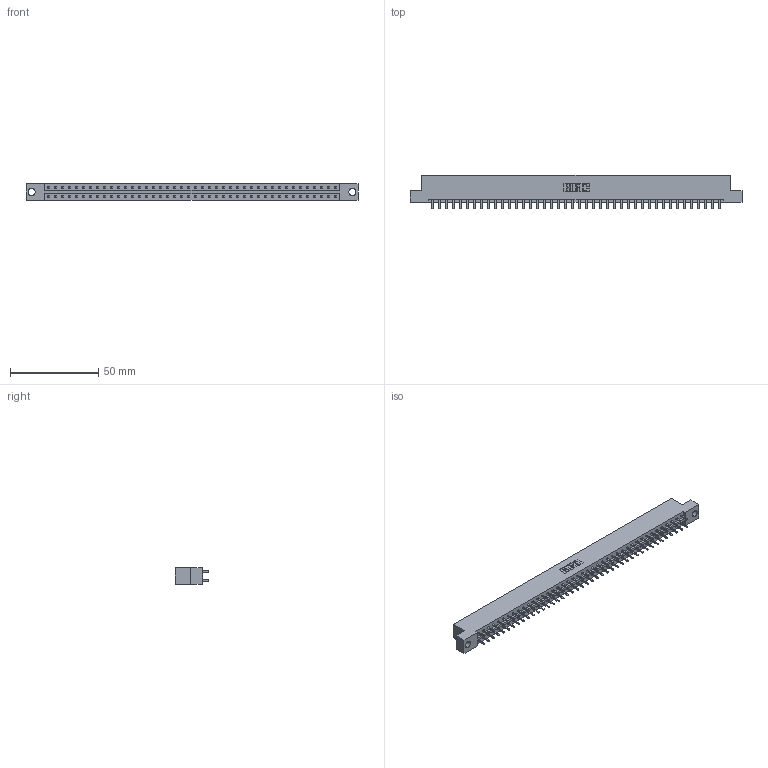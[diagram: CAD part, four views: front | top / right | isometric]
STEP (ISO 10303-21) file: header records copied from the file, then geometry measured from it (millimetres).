
FILE_DESCRIPTION (( 'STEP AP203' ), '1' );
FILE_NAME ('833-084-521-204.STEP', '2020-06-06T00:59:34', ( '' ), ( '' ), 'SwSTEP 2.0', 'SolidWorks 2020', '' );
FILE_SCHEMA (( 'CONFIG_CONTROL_DESIGN' ));
Length unit declared in the file: inch
Products named in the file (3): 345-292-001_345-293-121; 833 Part_Flush - .156 Dia - TH; 833-084-521-204
Assembly tree (85 placements, depth 2):
  833-084-521-204
    833 Part_Flush - .156 Dia - TH
    345-292-001_345-293-121  x84
Bounding box: 187.96 x 19.06 x 9.4 mm (x, y, z)
Volume: 19067.5 mm3; surface area: 22100.3 mm2
Topology: 85 solids, 85 shells, 4482 faces, 13331 edges, 8774 vertices
Faces by surface type: plane 3094, cylinder 1388
Entity records: 27041 total; most frequent: CARTESIAN_POINT 4482, ORIENTED_EDGE 4418, DIRECTION 3829, EDGE_CURVE 2209, LINE 2081, VECTOR 2081, VERTEX_POINT 1470, AXIS2_PLACEMENT_3D 874
